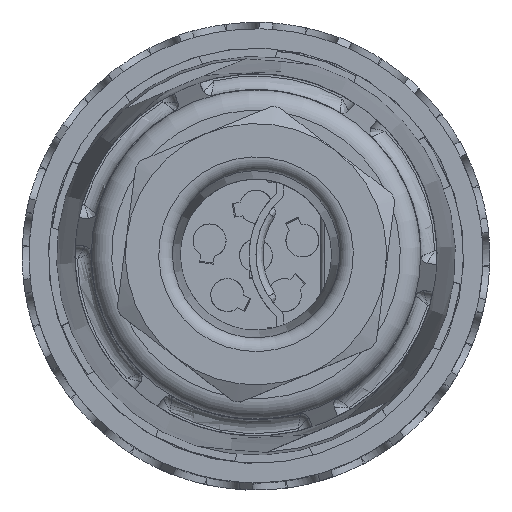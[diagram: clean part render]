
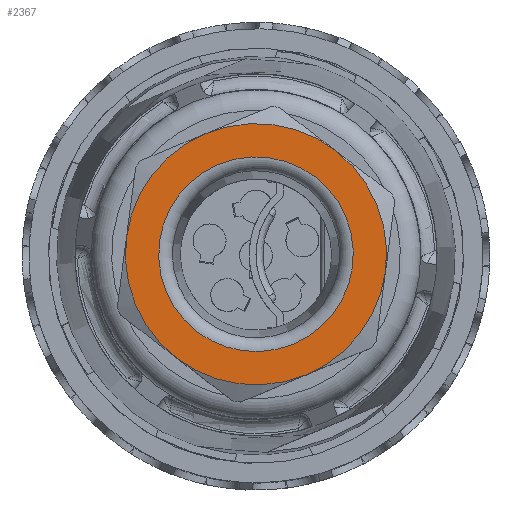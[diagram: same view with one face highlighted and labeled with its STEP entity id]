
A CAD part, top view. The second image highlights one B-rep face of the part: STEP entity #2367.
In plain terms, the highlighted planar face has unit normal (0, 0, 1).
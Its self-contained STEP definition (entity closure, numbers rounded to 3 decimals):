
#426=FACE_BOUND('',#4522,.T.);
#427=FACE_BOUND('',#4523,.T.);
#1290=CIRCLE('',#15532,7.078);
#1291=CIRCLE('',#15533,9.5);
#1292=CIRCLE('',#15534,9.5);
#1293=CIRCLE('',#15535,9.5);
#1294=CIRCLE('',#15536,9.5);
#1295=CIRCLE('',#15537,9.5);
#1296=CIRCLE('',#15538,9.5);
#2367=ADVANCED_FACE('',(#426,#427),#2877,.F.);
#2877=PLANE('',#15539);
#4522=EDGE_LOOP('',(#8371));
#4523=EDGE_LOOP('',(#8372,#8373,#8374,#8375,#8376,#8377));
#8371=ORIENTED_EDGE('',*,*,#12003,.T.);
#8372=ORIENTED_EDGE('',*,*,#12004,.F.);
#8373=ORIENTED_EDGE('',*,*,#12005,.F.);
#8374=ORIENTED_EDGE('',*,*,#12006,.F.);
#8375=ORIENTED_EDGE('',*,*,#12007,.F.);
#8376=ORIENTED_EDGE('',*,*,#12008,.F.);
#8377=ORIENTED_EDGE('',*,*,#12009,.F.);
#9995=VERTEX_POINT('',#27169);
#9996=VERTEX_POINT('',#27171);
#9997=VERTEX_POINT('',#27172);
#9998=VERTEX_POINT('',#27174);
#9999=VERTEX_POINT('',#27176);
#10000=VERTEX_POINT('',#27178);
#10001=VERTEX_POINT('',#27180);
#12003=EDGE_CURVE('',#9995,#9995,#1290,.T.);
#12004=EDGE_CURVE('',#9996,#9997,#1291,.T.);
#12005=EDGE_CURVE('',#9998,#9996,#1292,.T.);
#12006=EDGE_CURVE('',#9999,#9998,#1293,.T.);
#12007=EDGE_CURVE('',#10000,#9999,#1294,.T.);
#12008=EDGE_CURVE('',#10001,#10000,#1295,.T.);
#12009=EDGE_CURVE('',#9997,#10001,#1296,.T.);
#15532=AXIS2_PLACEMENT_3D('',#27168,#19229,#19230);
#15533=AXIS2_PLACEMENT_3D('',#27170,#19231,#19232);
#15534=AXIS2_PLACEMENT_3D('',#27173,#19233,#19234);
#15535=AXIS2_PLACEMENT_3D('',#27175,#19235,#19236);
#15536=AXIS2_PLACEMENT_3D('',#27177,#19237,#19238);
#15537=AXIS2_PLACEMENT_3D('',#27179,#19239,#19240);
#15538=AXIS2_PLACEMENT_3D('',#27181,#19241,#19242);
#15539=AXIS2_PLACEMENT_3D('',#27182,#19243,#19244);
#19229=DIRECTION('',(0.,0.,-1.));
#19230=DIRECTION('',(-0.924,-0.383,0.));
#19231=DIRECTION('',(0.,0.,-1.));
#19232=DIRECTION('',(0.383,-0.924,0.));
#19233=DIRECTION('',(0.,0.,-1.));
#19234=DIRECTION('',(0.383,-0.924,0.));
#19235=DIRECTION('',(0.,0.,-1.));
#19236=DIRECTION('',(0.383,-0.924,0.));
#19237=DIRECTION('',(0.,0.,-1.));
#19238=DIRECTION('',(0.383,-0.924,0.));
#19239=DIRECTION('',(0.,0.,-1.));
#19240=DIRECTION('',(0.383,-0.924,0.));
#19241=DIRECTION('',(0.,0.,-1.));
#19242=DIRECTION('',(0.383,-0.924,0.));
#19243=DIRECTION('',(0.,0.,-1.));
#19244=DIRECTION('',(-0.924,-0.383,0.));
#27168=CARTESIAN_POINT('',(-9.39,33.917,79.3));
#27169=CARTESIAN_POINT('',(-15.928,31.205,79.3));
#27170=CARTESIAN_POINT('',(-9.39,33.917,79.3));
#27171=CARTESIAN_POINT('',(-18.81,35.153,79.3));
#27172=CARTESIAN_POINT('',(-13.029,42.692,79.3));
#27173=CARTESIAN_POINT('',(-9.39,33.917,79.3));
#27174=CARTESIAN_POINT('',(-15.171,26.377,79.3));
#27175=CARTESIAN_POINT('',(-9.39,33.917,79.3));
#27176=CARTESIAN_POINT('',(-5.751,25.141,79.3));
#27177=CARTESIAN_POINT('',(-9.39,33.917,79.3));
#27178=CARTESIAN_POINT('',(0.029,32.68,79.3));
#27179=CARTESIAN_POINT('',(-9.39,33.917,79.3));
#27180=CARTESIAN_POINT('',(-3.61,41.456,79.3));
#27181=CARTESIAN_POINT('',(-9.39,33.917,79.3));
#27182=CARTESIAN_POINT('',(-18.096,40.591,79.3));
